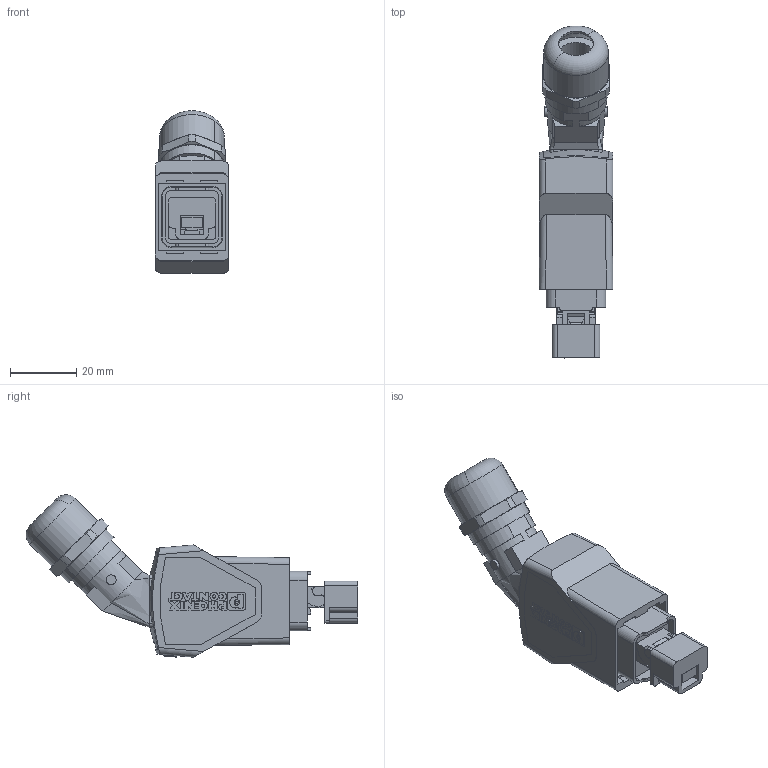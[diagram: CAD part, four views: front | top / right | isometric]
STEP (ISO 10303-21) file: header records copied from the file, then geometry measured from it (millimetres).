
FILE_DESCRIPTION(('Creo Elements/Direct Modeling STEP Export'),'2;1');
FILE_NAME('model.stp','2021-01-21T14:33:47',(''),(''),'Creo Elements/Direct Modeling STEP processor for AP214 (Solid Model)','Creo Elements/Direct Modeling 20.1A 29-Sep-2018 (C) Parametric Technology GmbH','');
FILE_SCHEMA(('AUTOMOTIVE_DESIGN { 1 0 10303 214 1 1 1 1 }'));
Products named in the file (3): CUC-V14-C1ZNI-B-R4...8; RJ45-SCHUTZKAPPE
Assembly tree (2 placements, depth 2):
  CUC-V14-C1ZNI-B-R4...8
    RJ45-SCHUTZKAPPE
    CUC-V14-C1ZNI-B-R4...8
Bounding box: 22.4 x 100.5 x 49.2 mm (x, y, z)
Volume: 37700.5 mm3; surface area: 13415.6 mm2
Topology: 2 solids, 2 shells, 1292 faces, 3581 edges, 2356 vertices
Faces by surface type: plane 961, cylinder 195, extrusion 68, torus 37, cone 22, bspline 6, sphere 3
Entity records: 57412 total; most frequent: CARTESIAN_POINT 14677, ORIENTED_EDGE 7156, DIRECTION 5965, EDGE_CURVE 3578, VECTOR 2905, LINE 2837, VERTEX_POINT 2356, AXIS2_PLACEMENT_3D 1530
